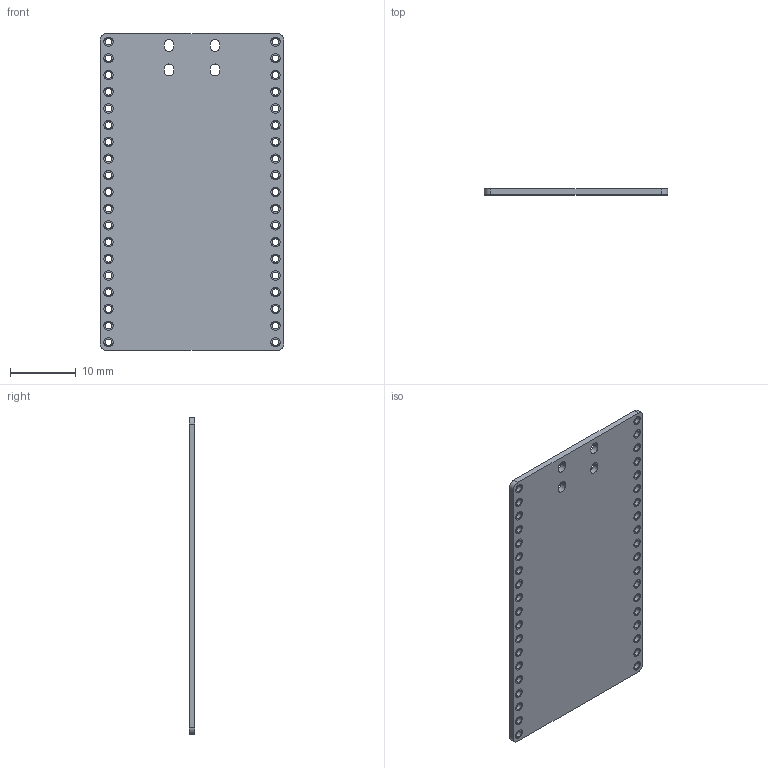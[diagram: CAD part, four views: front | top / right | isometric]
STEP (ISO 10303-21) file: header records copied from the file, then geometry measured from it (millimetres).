
FILE_DESCRIPTION(/* description */ (''),/* implementation_level */ '2;1');
FILE_NAME(/* name */ 'board_1_ipt_b3a6eaba.STEP',/* time_stamp */ '2024-05-28T16:18:05+01:00',/* author */ ('rlndo'),/* organization */ (''),/* preprocessor_version */ 'ST-DEVELOPER v16.13',/* originating_system */ 'Autodesk Inventor 2018',/* authorisation */ '');
FILE_SCHEMA (('AUTOMOTIVE_DESIGN { 1 0 10303 214 3 1 1 }'));
Length unit declared in the file: millimetre
Products named in the file (1): board_1
Bounding box: 27.9 x 0.9 x 48.2 mm (x, y, z)
Volume: 1174.7 mm3; surface area: 3173.3 mm2
Topology: 39 solids, 39 shells, 216 faces, 414 edges, 276 vertices
Faces by surface type: cylinder 126, plane 90
Full cylindrical faces by diameter (mm): 1 x38, 1.4 x76
Entity records: 5355 total; most frequent: DIRECTION 986, CARTESIAN_POINT 793, ORIENTED_EDGE 600, EDGE_LOOP 490, AXIS2_PLACEMENT_3D 469, EDGE_CURVE 300, VERTEX_POINT 276, FACE_BOUND 274
